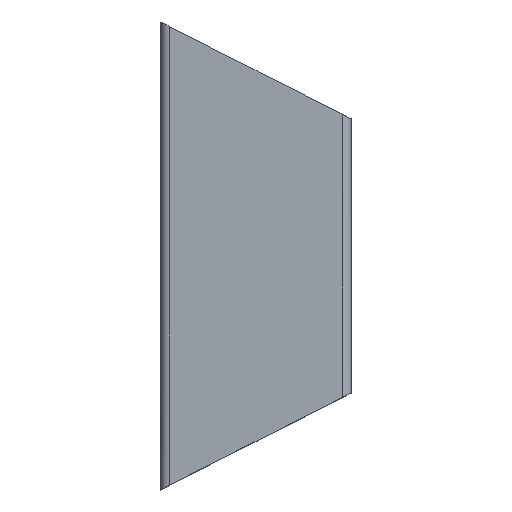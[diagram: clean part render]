
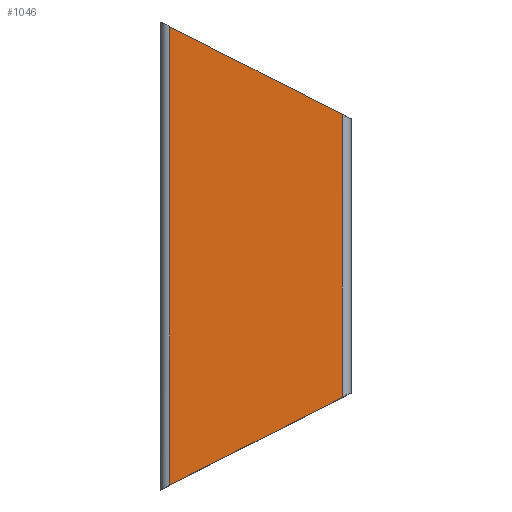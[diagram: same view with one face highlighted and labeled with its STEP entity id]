
A CAD part, top view. The second image highlights one B-rep face of the part: STEP entity #1046.
In plain terms, the highlighted planar face has unit normal (0, 0, 1).
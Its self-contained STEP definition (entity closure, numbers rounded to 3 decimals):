
#44 = PLANE('',#45);
#45 = AXIS2_PLACEMENT_3D('',#46,#47,#48);
#46 = CARTESIAN_POINT('',(3.,-3.,5000.));
#47 = DIRECTION('',(-0.454,-0.891,0.));
#48 = DIRECTION('',(0.891,-0.454,0.));
#99 = PLANE('',#100);
#100 = AXIS2_PLACEMENT_3D('',#101,#102,#103);
#101 = CARTESIAN_POINT('',(77.698,-123.04,5000.));
#102 = DIRECTION('',(-0.454,0.891,0.));
#103 = DIRECTION('',(-0.891,-0.454,0.));
#125 = CYLINDRICAL_SURFACE('',#126,3.);
#126 = AXIS2_PLACEMENT_3D('',#127,#128,#129);
#127 = CARTESIAN_POINT('',(8.,0.,44.865));
#128 = DIRECTION('',(0.,1.,0.));
#129 = DIRECTION('',(1.,0.,0.));
#260 = VERTEX_POINT('',#261);
#261 = CARTESIAN_POINT('',(65.5,-34.845,47.865));
#276 = CYLINDRICAL_SURFACE('',#277,3.);
#277 = AXIS2_PLACEMENT_3D('',#278,#279,#280);
#278 = CARTESIAN_POINT('',(65.5,0.,44.865));
#279 = DIRECTION('',(0.,1.,0.));
#280 = DIRECTION('',(1.,0.,0.));
#293 = EDGE_CURVE('',#294,#260,#296,.T.);
#294 = VERTEX_POINT('',#295);
#295 = CARTESIAN_POINT('',(8.,-5.548,47.865));
#296 = SURFACE_CURVE('',#297,(#301,#308),.PCURVE_S1.);
#297 = LINE('',#298,#299);
#298 = CARTESIAN_POINT('',(4.378,-3.702,47.865));
#299 = VECTOR('',#300,1.);
#300 = DIRECTION('',(0.891,-0.454,0.));
#301 = PCURVE('',#44,#302);
#302 = DEFINITIONAL_REPRESENTATION('',(#303),#307);
#303 = LINE('',#304,#305);
#304 = CARTESIAN_POINT('',(1.547,-4952.135));
#305 = VECTOR('',#306,1.);
#306 = DIRECTION('',(1.,0.));
#307 = ( GEOMETRIC_REPRESENTATION_CONTEXT(2) 
PARAMETRIC_REPRESENTATION_CONTEXT() REPRESENTATION_CONTEXT('2D SPACE',''
  ) );
#308 = PCURVE('',#309,#314);
#309 = PLANE('',#310);
#310 = AXIS2_PLACEMENT_3D('',#311,#312,#313);
#311 = CARTESIAN_POINT('',(8.,0.,47.865));
#312 = DIRECTION('',(0.,0.,1.));
#313 = DIRECTION('',(1.,0.,0.));
#314 = DEFINITIONAL_REPRESENTATION('',(#315),#319);
#315 = LINE('',#316,#317);
#316 = CARTESIAN_POINT('',(-3.622,-3.702));
#317 = VECTOR('',#318,1.);
#318 = DIRECTION('',(0.891,-0.454));
#319 = ( GEOMETRIC_REPRESENTATION_CONTEXT(2) 
PARAMETRIC_REPRESENTATION_CONTEXT() REPRESENTATION_CONTEXT('2D SPACE',''
  ) );
#602 = EDGE_CURVE('',#294,#603,#605,.T.);
#603 = VERTEX_POINT('',#604);
#604 = CARTESIAN_POINT('',(8.,-158.552,47.865));
#605 = SURFACE_CURVE('',#606,(#610,#616),.PCURVE_S1.);
#606 = LINE('',#607,#608);
#607 = CARTESIAN_POINT('',(8.,0.,47.865));
#608 = VECTOR('',#609,1.);
#609 = DIRECTION('',(0.,-1.,0.));
#610 = PCURVE('',#125,#611);
#611 = DEFINITIONAL_REPRESENTATION('',(#612),#615);
#612 = B_SPLINE_CURVE_WITH_KNOTS('',1,(#613,#614),.UNSPECIFIED.,.F.,.F.,
  (2,2),(5.548,158.552),.PIECEWISE_BEZIER_KNOTS.);
#613 = CARTESIAN_POINT('',(-1.571,-5.548));
#614 = CARTESIAN_POINT('',(-1.571,-158.552));
#615 = ( GEOMETRIC_REPRESENTATION_CONTEXT(2) 
PARAMETRIC_REPRESENTATION_CONTEXT() REPRESENTATION_CONTEXT('2D SPACE',''
  ) );
#616 = PCURVE('',#309,#617);
#617 = DEFINITIONAL_REPRESENTATION('',(#618),#622);
#618 = LINE('',#619,#620);
#619 = CARTESIAN_POINT('',(0.,0.));
#620 = VECTOR('',#621,1.);
#621 = DIRECTION('',(0.,-1.));
#622 = ( GEOMETRIC_REPRESENTATION_CONTEXT(2) 
PARAMETRIC_REPRESENTATION_CONTEXT() REPRESENTATION_CONTEXT('2D SPACE',''
  ) );
#657 = EDGE_CURVE('',#658,#603,#660,.T.);
#658 = VERTEX_POINT('',#659);
#659 = CARTESIAN_POINT('',(65.5,-129.255,47.865));
#660 = SURFACE_CURVE('',#661,(#665,#672),.PCURVE_S1.);
#661 = LINE('',#662,#663);
#662 = CARTESIAN_POINT('',(74.917,-124.457,47.865));
#663 = VECTOR('',#664,1.);
#664 = DIRECTION('',(-0.891,-0.454,0.));
#665 = PCURVE('',#99,#666);
#666 = DEFINITIONAL_REPRESENTATION('',(#667),#671);
#667 = LINE('',#668,#669);
#668 = CARTESIAN_POINT('',(3.121,-4952.135));
#669 = VECTOR('',#670,1.);
#670 = DIRECTION('',(1.,0.));
#671 = ( GEOMETRIC_REPRESENTATION_CONTEXT(2) 
PARAMETRIC_REPRESENTATION_CONTEXT() REPRESENTATION_CONTEXT('2D SPACE',''
  ) );
#672 = PCURVE('',#309,#673);
#673 = DEFINITIONAL_REPRESENTATION('',(#674),#678);
#674 = LINE('',#675,#676);
#675 = CARTESIAN_POINT('',(66.917,-124.457));
#676 = VECTOR('',#677,1.);
#677 = DIRECTION('',(-0.891,-0.454));
#678 = ( GEOMETRIC_REPRESENTATION_CONTEXT(2) 
PARAMETRIC_REPRESENTATION_CONTEXT() REPRESENTATION_CONTEXT('2D SPACE',''
  ) );
#1046 = ADVANCED_FACE('',(#1047),#309,.T.);
#1047 = FACE_BOUND('',#1048,.T.);
#1048 = EDGE_LOOP('',(#1049,#1050,#1051,#1052));
#1049 = ORIENTED_EDGE('',*,*,#293,.F.);
#1050 = ORIENTED_EDGE('',*,*,#602,.T.);
#1051 = ORIENTED_EDGE('',*,*,#657,.F.);
#1052 = ORIENTED_EDGE('',*,*,#1053,.F.);
#1053 = EDGE_CURVE('',#260,#658,#1054,.T.);
#1054 = SURFACE_CURVE('',#1055,(#1059,#1066),.PCURVE_S1.);
#1055 = LINE('',#1056,#1057);
#1056 = CARTESIAN_POINT('',(65.5,0.,47.865));
#1057 = VECTOR('',#1058,1.);
#1058 = DIRECTION('',(0.,-1.,0.));
#1059 = PCURVE('',#309,#1060);
#1060 = DEFINITIONAL_REPRESENTATION('',(#1061),#1065);
#1061 = LINE('',#1062,#1063);
#1062 = CARTESIAN_POINT('',(57.5,0.));
#1063 = VECTOR('',#1064,1.);
#1064 = DIRECTION('',(0.,-1.));
#1065 = ( GEOMETRIC_REPRESENTATION_CONTEXT(2) 
PARAMETRIC_REPRESENTATION_CONTEXT() REPRESENTATION_CONTEXT('2D SPACE',''
  ) );
#1066 = PCURVE('',#276,#1067);
#1067 = DEFINITIONAL_REPRESENTATION('',(#1068),#1071);
#1068 = B_SPLINE_CURVE_WITH_KNOTS('',1,(#1069,#1070),.UNSPECIFIED.,.F.,
  .F.,(2,2),(34.845,129.255),.PIECEWISE_BEZIER_KNOTS.);
#1069 = CARTESIAN_POINT('',(-1.571,-34.845));
#1070 = CARTESIAN_POINT('',(-1.571,-129.255));
#1071 = ( GEOMETRIC_REPRESENTATION_CONTEXT(2) 
PARAMETRIC_REPRESENTATION_CONTEXT() REPRESENTATION_CONTEXT('2D SPACE',''
  ) );
